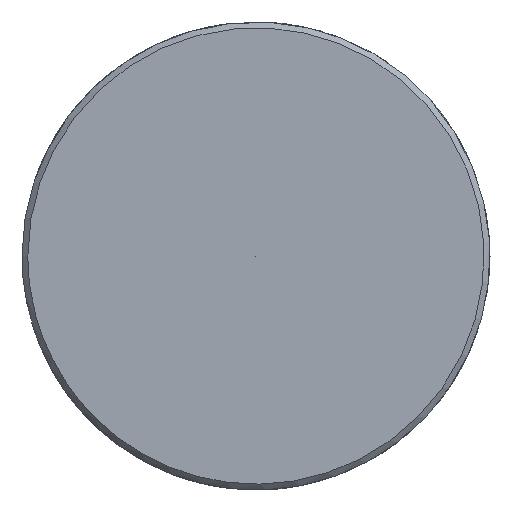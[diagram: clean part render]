
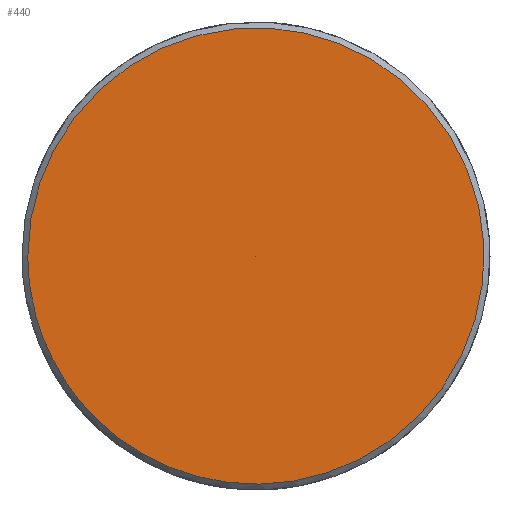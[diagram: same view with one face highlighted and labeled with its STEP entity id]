
A CAD part, left-side view. The second image highlights one B-rep face of the part: STEP entity #440.
In plain terms, the highlighted free-form (B-spline) face has degree [5, 1] with [6, 2] control points.
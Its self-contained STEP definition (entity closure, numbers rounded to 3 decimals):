
#368 = CARTESIAN_POINT ('', (-112., 9.75, 0.));
#369 = VERTEX_POINT ('', #368);
#377 = CARTESIAN_POINT ('', (-112., 9.75, 0.));
#378 = CARTESIAN_POINT ('', (-112., 9.75, 39.));
#379 = CARTESIAN_POINT ('', (-112., -29.25, 19.5));
#380 = CARTESIAN_POINT ('', (-112., -29.25, -19.5));
#381 = CARTESIAN_POINT ('', (-112., 9.75, -39.));
#382 = CARTESIAN_POINT ('', (-112., 9.75, 0.));
#383 = (
   BOUNDED_CURVE ()
   B_SPLINE_CURVE (5, (#377, #378, #379, #380, #381, #382), .UNSPECIFIED., .T., .U.)
   B_SPLINE_CURVE_WITH_KNOTS ((6, 6), (0., 1.), .UNSPECIFIED.)
   CURVE ()
   GEOMETRIC_REPRESENTATION_ITEM ()
   RATIONAL_B_SPLINE_CURVE ((5., 1., 1., 1., 1., 5.))
   REPRESENTATION_ITEM ('')
);
#384 = EDGE_CURVE ('', #369, #369, #383, .T.);
#416 = CARTESIAN_POINT ('', (-112., 0., 0.));
#417 = VERTEX_POINT ('', #416);
#418 = CARTESIAN_POINT ('', (-112., 0., 0.));
#419 = CARTESIAN_POINT ('', (-112., 9.75, 0.));
#420 = B_SPLINE_CURVE_WITH_KNOTS ('', 1, (#418, #419), .UNSPECIFIED., .F., .U., (2, 2), (0., 1.), .UNSPECIFIED.);
#421 = EDGE_CURVE ('', #417, #369, #420, .T.);
#422 = ORIENTED_EDGE ('', *, *, #421, .F.);
#423 = ORIENTED_EDGE ('', *, *, #421, .T.);
#424 = ORIENTED_EDGE ('', *, *, #384, .F.);
#425 = EDGE_LOOP ('', (#422, #423, #424));
#426 = FACE_OUTER_BOUND ('', #425, .T.);
#427 = CARTESIAN_POINT ('', (-112., 0., 0.));
#428 = CARTESIAN_POINT ('', (-112., 9.75, 0.));
#429 = CARTESIAN_POINT ('', (-112., 0., 0.));
#430 = CARTESIAN_POINT ('', (-112., 9.75, 39.));
#431 = CARTESIAN_POINT ('', (-112., 0., 0.));
#432 = CARTESIAN_POINT ('', (-112., -29.25, 19.5));
#433 = CARTESIAN_POINT ('', (-112., 0., 0.));
#434 = CARTESIAN_POINT ('', (-112., -29.25, -19.5));
#435 = CARTESIAN_POINT ('', (-112., 0., 0.));
#436 = CARTESIAN_POINT ('', (-112., 9.75, -39.));
#437 = CARTESIAN_POINT ('', (-112., 0., 0.));
#438 = CARTESIAN_POINT ('', (-112., 9.75, 0.));
#439 = (
   BOUNDED_SURFACE ()
   B_SPLINE_SURFACE (5, 1, ((#427, #428), (#429, #430), (#431, #432), (#433, #434), (#435, #436), (#437, #438)), .UNSPECIFIED., .T., .F., .U.)
   B_SPLINE_SURFACE_WITH_KNOTS ((6, 6), (2, 2), (0., 1.), (0., 1.), .UNSPECIFIED.)
   SURFACE ()
   GEOMETRIC_REPRESENTATION_ITEM ()
   RATIONAL_B_SPLINE_SURFACE (((5., 5.), (1., 1.), (1., 1.), (1., 1.), (1., 1.), (5., 5.)))
   REPRESENTATION_ITEM ('')
);
#440 = ADVANCED_FACE ('', (#426), #439, .T.);
